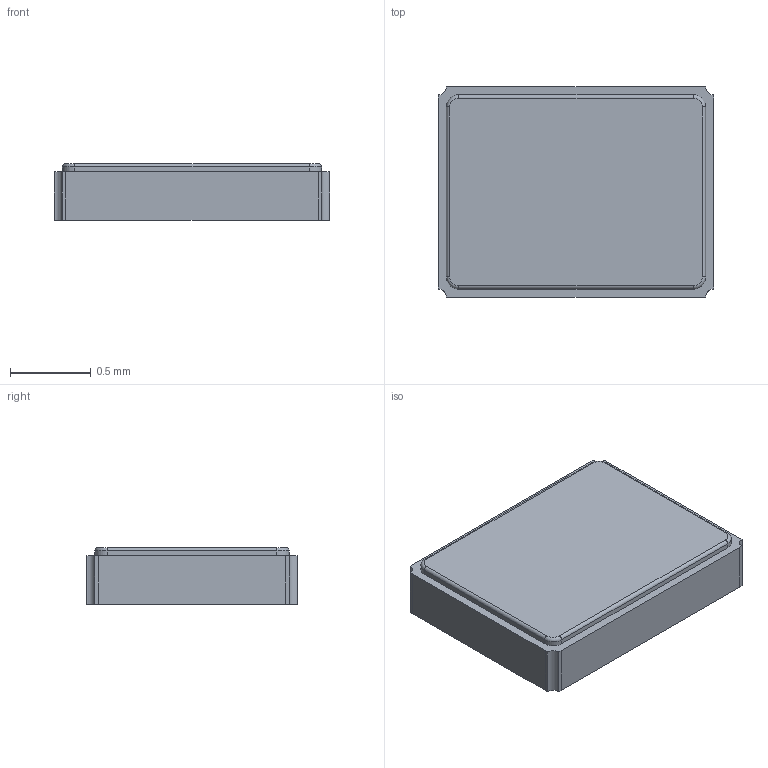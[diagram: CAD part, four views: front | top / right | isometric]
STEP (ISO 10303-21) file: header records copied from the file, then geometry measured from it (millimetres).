
FILE_DESCRIPTION(/* description */ (''),/* implementation_level */ '2;1');
FILE_NAME(/* name */ 'ECS ECX-1247B.step',/* time_stamp */ '2022-08-13T10:41:07+01:00',/* author */ (''),/* organization */ (''),/* preprocessor_version */ 'ST-DEVELOPER v19',/* originating_system */ 'Autodesk Translation Framework v11.7.0.108',/* authorisation */ '');
FILE_SCHEMA (('AUTOMOTIVE_DESIGN { 1 0 10303 214 3 1 1 }'));
Length unit declared in the file: millimetre
Products named in the file (1): ECS ECX-1247B
Bounding box: 1.7 x 1.3 x 0.35 mm (x, y, z)
Volume: 0.8 mm3; surface area: 6.4 mm2
Topology: 1 solids, 1 shells, 63 faces, 164 edges, 104 vertices
Faces by surface type: plane 47, cylinder 12, torus 4
Entity records: 1985 total; most frequent: CARTESIAN_POINT 332, ORIENTED_EDGE 328, DIRECTION 320, EDGE_CURVE 164, LINE 136, VECTOR 136, VERTEX_POINT 104, AXIS2_PLACEMENT_3D 92
